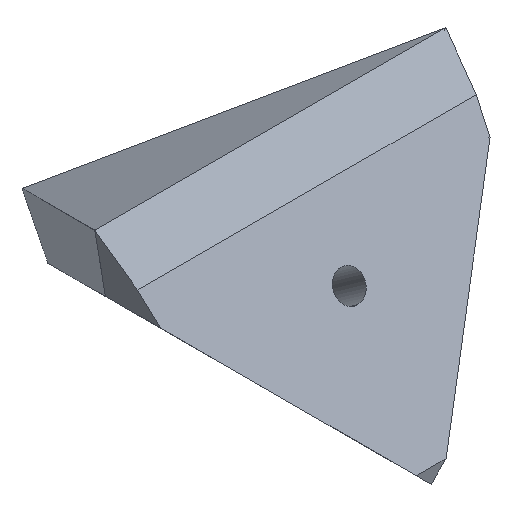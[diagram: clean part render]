
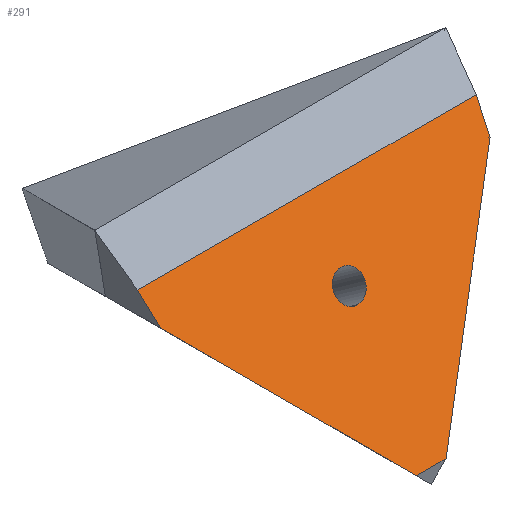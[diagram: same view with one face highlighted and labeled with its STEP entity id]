
A CAD part, isometric view. The second image highlights one B-rep face of the part: STEP entity #291.
In plain terms, the highlighted planar face has unit normal (0, -0.816, 0.578).
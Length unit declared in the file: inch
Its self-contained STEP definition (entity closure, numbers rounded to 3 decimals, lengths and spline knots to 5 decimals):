
#22 = EDGE_CURVE ( 'NONE', #317, #227, #434, .T. ) ;
#26 = ORIENTED_EDGE ( 'NONE', *, *, #22, .F. ) ;
#33 = VECTOR ( 'NONE', #73, 39.37008 ) ;
#52 = EDGE_LOOP ( 'NONE', ( #26, #60 ) ) ;
#60 = ORIENTED_EDGE ( 'NONE', *, *, #222, .F. ) ;
#65 = EDGE_CURVE ( 'NONE', #324, #625, #599, .T. ) ;
#73 = DIRECTION ( 'NONE',  ( -1., 0., 0. ) ) ;
#83 = FACE_BOUND ( 'NONE', #52, .T. ) ;
#128 = DIRECTION ( 'NONE',  ( 0.139, -0.572, -0.808 ) ) ;
#138 = EDGE_CURVE ( 'NONE', #349, #188, #433, .T. ) ;
#143 = CARTESIAN_POINT ( 'NONE',  ( 1.11262, -0.4325, -0.50802 ) ) ;
#157 = EDGE_LOOP ( 'NONE', ( #494, #429, #337, #617, #638, #503 ) ) ;
#173 = AXIS2_PLACEMENT_3D ( 'NONE', #368, #468, #417 ) ;
#188 = VERTEX_POINT ( 'NONE', #425 ) ;
#189 = CARTESIAN_POINT ( 'NONE',  ( -1.157, -0.25, -0.25 ) ) ;
#190 = CARTESIAN_POINT ( 'NONE',  ( 0., -0.59765, -0.74151 ) ) ;
#199 = AXIS2_PLACEMENT_3D ( 'NONE', #383, #588, #587 ) ;
#200 = CIRCLE ( 'NONE', #199, 0.1005 ) ;
#201 = VERTEX_POINT ( 'NONE', #231 ) ;
#208 = EDGE_CURVE ( 'NONE', #324, #201, #564, .T. ) ;
#222 = EDGE_CURVE ( 'NONE', #227, #317, #200, .T. ) ;
#227 = VERTEX_POINT ( 'NONE', #280 ) ;
#231 = CARTESIAN_POINT ( 'NONE',  ( -0.1018, -1.1, -1.45176 ) ) ;
#242 = DIRECTION ( 'NONE',  ( 0., 0.816, -0.577 ) ) ;
#248 = VERTEX_POINT ( 'NONE', #579 ) ;
#280 = CARTESIAN_POINT ( 'NONE',  ( 0., -0.48158, -0.57741 ) ) ;
#283 = DIRECTION ( 'NONE',  ( -1., 0., 0. ) ) ;
#285 = CARTESIAN_POINT ( 'NONE',  ( 0.1018, -1.1, -1.45176 ) ) ;
#290 = CARTESIAN_POINT ( 'NONE',  ( 0., -1.172, -1.55355 ) ) ;
#291 = ADVANCED_FACE ( 'NONE', ( #83, #483 ), #292, .F. ) ;
#292 = PLANE ( 'NONE',  #611 ) ;
#317 = VERTEX_POINT ( 'NONE', #190 ) ;
#324 = VERTEX_POINT ( 'NONE', #285 ) ;
#329 = LINE ( 'NONE', #390, #614 ) ;
#331 = EDGE_CURVE ( 'NONE', #188, #201, #355, .T. ) ;
#337 = ORIENTED_EDGE ( 'NONE', *, *, #379, .T. ) ;
#349 = VERTEX_POINT ( 'NONE', #189 ) ;
#354 = VECTOR ( 'NONE', #500, 39.37008 ) ;
#355 = LINE ( 'NONE', #290, #556 ) ;
#368 = CARTESIAN_POINT ( 'NONE',  ( 0., -0.53961, -0.65946 ) ) ;
#379 = EDGE_CURVE ( 'NONE', #248, #349, #329, .T. ) ;
#383 = CARTESIAN_POINT ( 'NONE',  ( 0., -0.53961, -0.65946 ) ) ;
#390 = CARTESIAN_POINT ( 'NONE',  ( 1.2, -0.25, -0.25 ) ) ;
#417 = DIRECTION ( 'NONE',  ( 0., -0.577, -0.816 ) ) ;
#425 = CARTESIAN_POINT ( 'NONE',  ( -1.12655, -0.37519, -0.427 ) ) ;
#428 = CARTESIAN_POINT ( 'NONE',  ( 1.2, -1.1, -1.45176 ) ) ;
#429 = ORIENTED_EDGE ( 'NONE', *, *, #525, .T. ) ;
#433 = LINE ( 'NONE', #584, #472 ) ;
#434 = CIRCLE ( 'NONE', #173, 0.1005 ) ;
#462 = DIRECTION ( 'NONE',  ( 0.632, 0.447, 0.632 ) ) ;
#468 = DIRECTION ( 'NONE',  ( 0., -0.816, 0.577 ) ) ;
#472 = VECTOR ( 'NONE', #128, 39.37008 ) ;
#483 = FACE_OUTER_BOUND ( 'NONE', #157, .T. ) ;
#494 = ORIENTED_EDGE ( 'NONE', *, *, #65, .T. ) ;
#500 = DIRECTION ( 'NONE',  ( 0.139, 0.572, 0.808 ) ) ;
#503 = ORIENTED_EDGE ( 'NONE', *, *, #208, .F. ) ;
#514 = CARTESIAN_POINT ( 'NONE',  ( 1.12655, -0.37519, -0.427 ) ) ;
#525 = EDGE_CURVE ( 'NONE', #625, #248, #555, .T. ) ;
#534 = VECTOR ( 'NONE', #462, 39.37008 ) ;
#547 = CARTESIAN_POINT ( 'NONE',  ( 1.2, -0.25, -0.25 ) ) ;
#555 = LINE ( 'NONE', #143, #354 ) ;
#556 = VECTOR ( 'NONE', #593, 39.37008 ) ;
#564 = LINE ( 'NONE', #428, #33 ) ;
#576 = CARTESIAN_POINT ( 'NONE',  ( 0., -1.172, -1.55355 ) ) ;
#579 = CARTESIAN_POINT ( 'NONE',  ( 1.157, -0.25, -0.25 ) ) ;
#584 = CARTESIAN_POINT ( 'NONE',  ( -1.11262, -0.4325, -0.50802 ) ) ;
#587 = DIRECTION ( 'NONE',  ( 0., -0.577, -0.816 ) ) ;
#588 = DIRECTION ( 'NONE',  ( 0., -0.816, 0.577 ) ) ;
#593 = DIRECTION ( 'NONE',  ( 0.632, -0.447, -0.632 ) ) ;
#595 = DIRECTION ( 'NONE',  ( 0., 0.577, 0.816 ) ) ;
#599 = LINE ( 'NONE', #576, #534 ) ;
#611 = AXIS2_PLACEMENT_3D ( 'NONE', #547, #242, #595 ) ;
#614 = VECTOR ( 'NONE', #283, 39.37008 ) ;
#617 = ORIENTED_EDGE ( 'NONE', *, *, #138, .T. ) ;
#625 = VERTEX_POINT ( 'NONE', #514 ) ;
#638 = ORIENTED_EDGE ( 'NONE', *, *, #331, .T. ) ;
